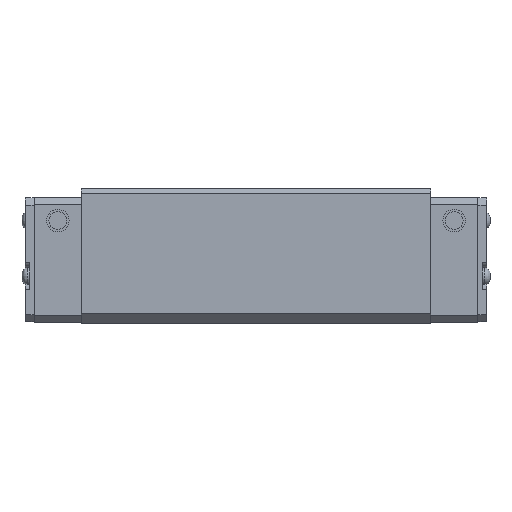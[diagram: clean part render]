
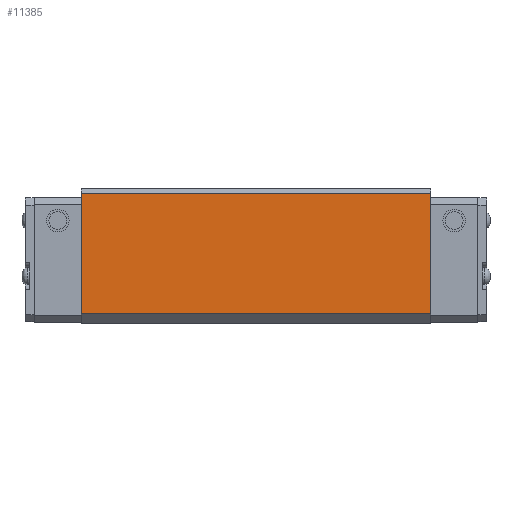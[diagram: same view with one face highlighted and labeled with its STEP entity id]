
A CAD part, front view. The second image highlights one B-rep face of the part: STEP entity #11385.
In plain terms, the highlighted planar face has unit normal (0, -1, 0).
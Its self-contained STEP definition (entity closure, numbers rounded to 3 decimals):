
#422=PLANE('',#12193);
#1272=LINE('',#17594,#2418);
#1370=LINE('',#17790,#2516);
#1411=LINE('',#17898,#2557);
#1412=LINE('',#17900,#2558);
#2418=VECTOR('',#14173,10.);
#2516=VECTOR('',#14343,10.);
#2557=VECTOR('',#14454,10.);
#2558=VECTOR('',#14457,10.);
#3368=FACE_OUTER_BOUND('',#4015,.T.);
#4015=EDGE_LOOP('',(#9151,#9152,#9153,#9154));
#5281=VERTEX_POINT('',#17591);
#5282=VERTEX_POINT('',#17593);
#5343=VERTEX_POINT('',#17787);
#5344=VERTEX_POINT('',#17789);
#6586=EDGE_CURVE('',#5281,#5282,#1272,.T.);
#6684=EDGE_CURVE('',#5343,#5344,#1370,.T.);
#6737=EDGE_CURVE('',#5281,#5344,#1411,.T.);
#6738=EDGE_CURVE('',#5282,#5343,#1412,.T.);
#9151=ORIENTED_EDGE('',*,*,#6737,.T.);
#9152=ORIENTED_EDGE('',*,*,#6684,.F.);
#9153=ORIENTED_EDGE('',*,*,#6738,.F.);
#9154=ORIENTED_EDGE('',*,*,#6586,.F.);
#11385=ADVANCED_FACE('',(#3368),#422,.T.);
#12193=AXIS2_PLACEMENT_3D('',#17899,#14455,#14456);
#14173=DIRECTION('',(0.,0.,-1.));
#14343=DIRECTION('',(0.,0.,1.));
#14454=DIRECTION('',(-1.,0.,0.));
#14455=DIRECTION('center_axis',(0.,-1.,0.));
#14456=DIRECTION('ref_axis',(0.,0.,1.));
#14457=DIRECTION('',(-1.,0.,0.));
#17591=CARTESIAN_POINT('',(-27.3,-50.,34.));
#17593=CARTESIAN_POINT('',(-27.3,-50.,7.05));
#17594=CARTESIAN_POINT('',(-27.3,-50.,7.05));
#17787=CARTESIAN_POINT('',(-105.3,-50.,7.05));
#17789=CARTESIAN_POINT('',(-105.3,-50.,34.));
#17790=CARTESIAN_POINT('',(-105.3,-50.,7.05));
#17898=CARTESIAN_POINT('',(-66.3,-50.,34.));
#17899=CARTESIAN_POINT('Origin',(-66.3,-50.,7.05));
#17900=CARTESIAN_POINT('',(-66.3,-50.,7.05));
